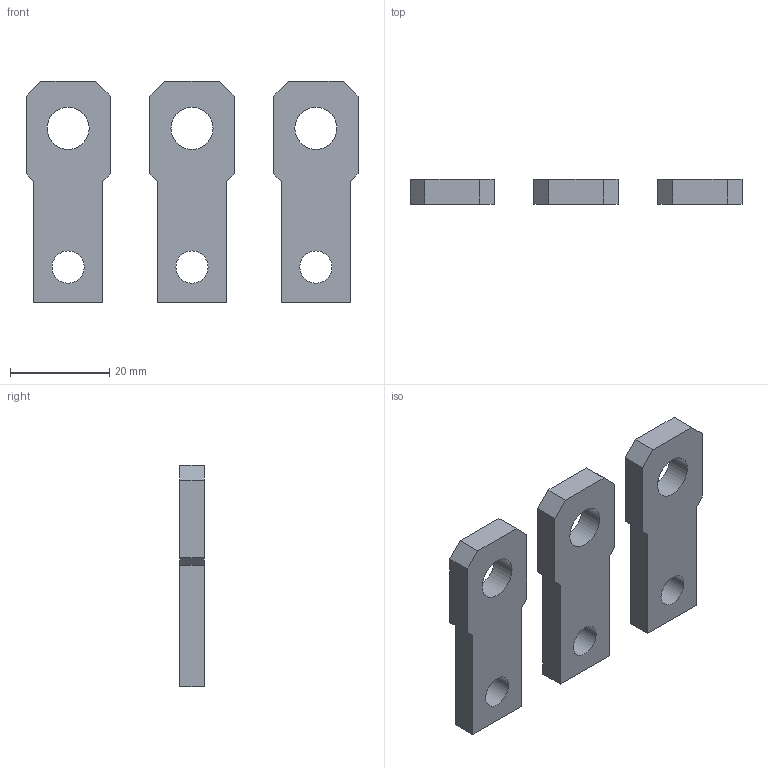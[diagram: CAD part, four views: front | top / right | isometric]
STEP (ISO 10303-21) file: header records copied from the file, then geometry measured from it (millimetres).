
FILE_DESCRIPTION(('CATIA V5 STEP Exchange'),'2;1');
FILE_NAME('1SDH001295R0003_1PA_001_00_XT1_3P_FIXED_EF_SUP.stp','2014-11-11T15:18:53+00:00',('none'),('none'),'CATIA Version 5 Release 20 SP 1 (IN-10)','CATIA V5 STEP AP214','none');
FILE_SCHEMA(('AUTOMOTIVE_DESIGN { 1 0 10303 214 1 1 1 1 }'));
Length unit declared in the file: millimetre
Products named in the file (1): 1SDH001295R0003_1PA_001_00_XT1_3P_FIXED_EF_SUP
Bounding box: 67 x 5 x 44.7 mm (x, y, z)
Volume: 8778.3 mm3; surface area: 5990.1 mm2
Topology: 3 solids, 3 shells, 48 faces, 126 edges, 84 vertices
Faces by surface type: plane 36, cylinder 12
Entity records: 1442 total; most frequent: ORIENTED_EDGE 252, CARTESIAN_POINT 246, DIRECTION 196, EDGE_CURVE 126, VECTOR 102, LINE 102, VERTEX_POINT 84, AXIS2_PLACEMENT_3D 60
